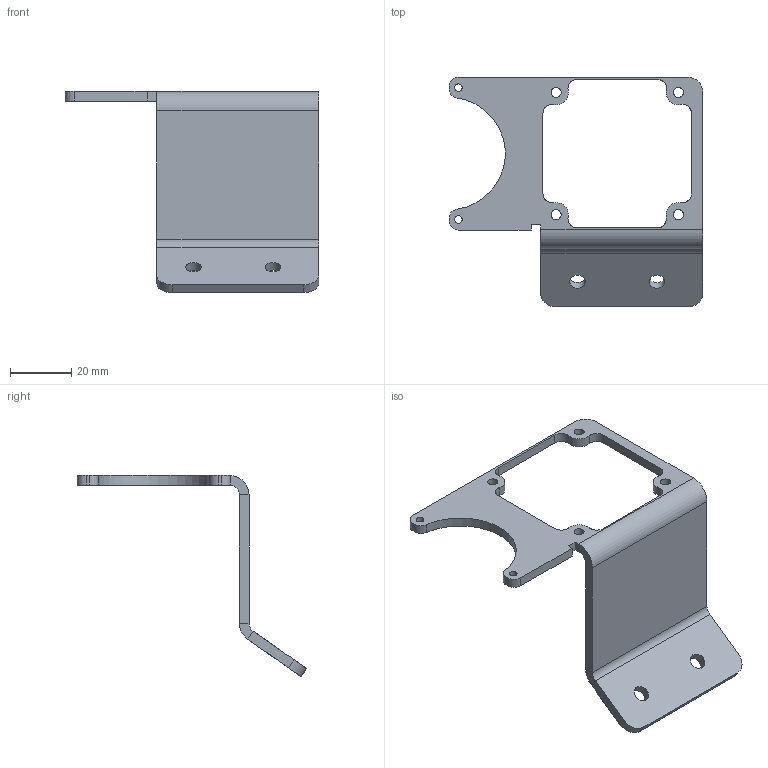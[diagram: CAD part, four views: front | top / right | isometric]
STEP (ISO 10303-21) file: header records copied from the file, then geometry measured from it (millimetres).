
FILE_DESCRIPTION(/* description */ (''),/* implementation_level */ '2;1');
FILE_NAME(/* name */ 'BRACKET_LASER_CUT.step',/* time_stamp */ '2026-02-28T19:47:08-08:00',/* author */ (''),/* organization */ (''),/* preprocessor_version */ 'ST-DEVELOPER v20.1',/* originating_system */ 'Autodesk Translation Framework v14.24.0.0',/* authorisation */ '');
FILE_SCHEMA (('AUTOMOTIVE_DESIGN { 1 0 10303 214 3 1 1 }'));
Length unit declared in the file: millimetre
Products named in the file (1): BRACKET_LASER_CUT
Bounding box: 83 x 75.02 x 65.8 mm (x, y, z)
Volume: 17159.3 mm3; surface area: 13024.7 mm2
Topology: 1 solids, 1 shells, 57 faces, 153 edges, 98 vertices
Faces by surface type: plane 25, cylinder 24, bspline 8
Full cylindrical faces by diameter (mm): 2.5 x2, 3.3 x4, 5.2 x2
Entity records: 2195 total; most frequent: CARTESIAN_POINT 705, ORIENTED_EDGE 306, DIRECTION 285, EDGE_CURVE 153, VERTEX_POINT 98, AXIS2_PLACEMENT_3D 98, LINE 89, VECTOR 89
